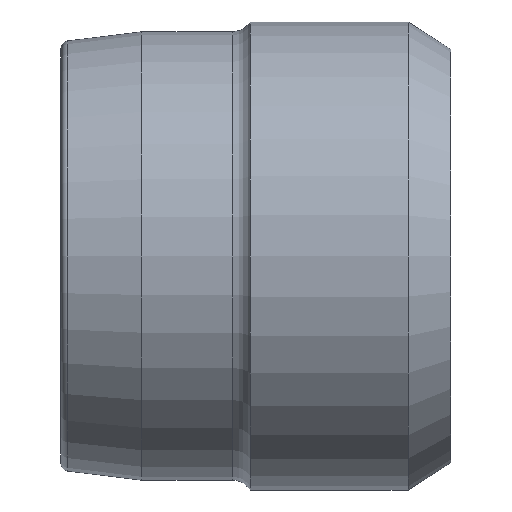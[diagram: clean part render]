
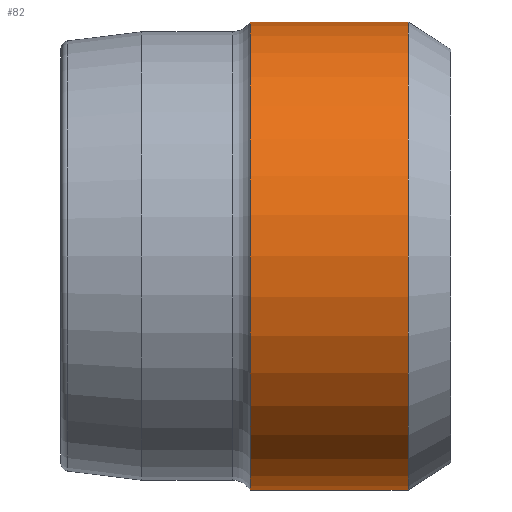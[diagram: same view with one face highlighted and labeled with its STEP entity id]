
A CAD part, front view. The second image highlights one B-rep face of the part: STEP entity #82.
In plain terms, the highlighted cylindrical face has radius 6 mm (diameter 12 mm), a full revolution.
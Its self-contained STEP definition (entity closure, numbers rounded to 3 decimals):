
#82 = ADVANCED_FACE( '', ( #110, #111 ), #112, .T. );
#110 = FACE_OUTER_BOUND( '', #147, .T. );
#111 = FACE_OUTER_BOUND( '', #148, .T. );
#112 = CYLINDRICAL_SURFACE( '', #149, 6. );
#147 = EDGE_LOOP( '', ( #198 ) );
#148 = EDGE_LOOP( '', ( #199 ) );
#149 = AXIS2_PLACEMENT_3D( '', #200, #201, #202 );
#198 = ORIENTED_EDGE( '', *, *, #232, .T. );
#199 = ORIENTED_EDGE( '', *, *, #231, .F. );
#200 = CARTESIAN_POINT( '', ( 10., 0., 0. ) );
#201 = DIRECTION( '', ( -1., 0., 0. ) );
#202 = DIRECTION( '', ( 0., 0., -1. ) );
#231 = EDGE_CURVE( '', #250, #250, #251, .T. );
#232 = EDGE_CURVE( '', #252, #252, #253, .T. );
#250 = VERTEX_POINT( '', #274 );
#251 = CIRCLE( '', #275, 6. );
#252 = VERTEX_POINT( '', #276 );
#253 = CIRCLE( '', #277, 6. );
#274 = CARTESIAN_POINT( '', ( 8.9, 0., -6. ) );
#275 = AXIS2_PLACEMENT_3D( '', #305, #306, #307 );
#276 = CARTESIAN_POINT( '', ( 4.85, 0., -6. ) );
#277 = AXIS2_PLACEMENT_3D( '', #308, #309, #310 );
#305 = CARTESIAN_POINT( '', ( 8.9, 0., 0. ) );
#306 = DIRECTION( '', ( 1., 0., 0. ) );
#307 = DIRECTION( '', ( 0., 0., -1. ) );
#308 = CARTESIAN_POINT( '', ( 4.85, 0., 0. ) );
#309 = DIRECTION( '', ( 1., 0., 0. ) );
#310 = DIRECTION( '', ( 0., 0., -1. ) );
